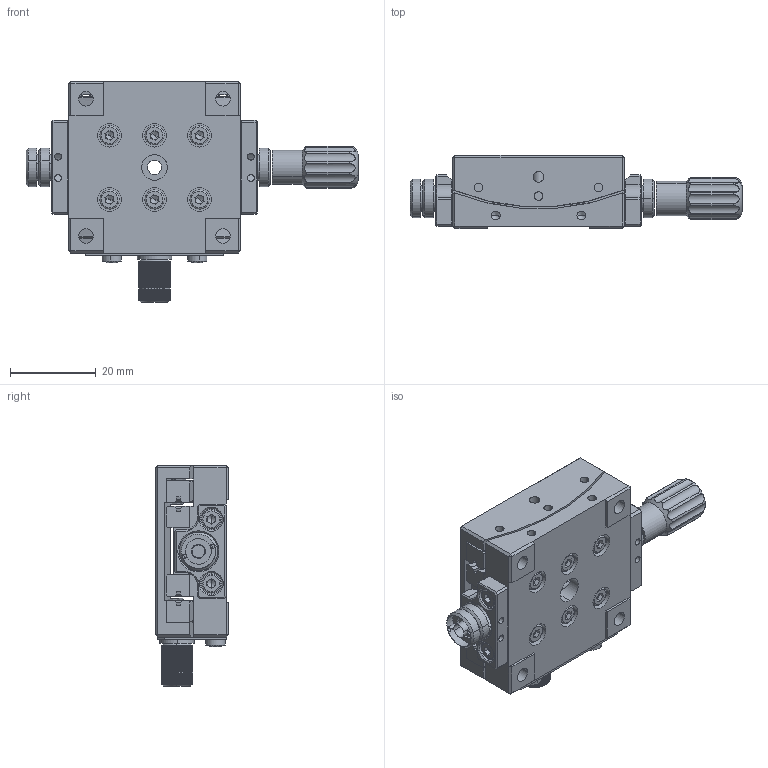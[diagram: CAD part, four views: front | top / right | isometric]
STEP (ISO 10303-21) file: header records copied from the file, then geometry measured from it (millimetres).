
FILE_DESCRIPTION (( 'STEP AP214' ), '1' );
FILE_NAME ('KSMG15-40.step', '2019-12-04T02:20:28', ( '' ), ( '' ), 'SwSTEP 2.0', 'SolidWorks 2017', '' );
FILE_SCHEMA (( 'AUTOMOTIVE_DESIGN' ));
Length unit declared in the file: millimetre
Products named in the file (1): KSMG15-40
Bounding box: 77.5 x 17 x 51.5 mm (x, y, z)
Volume: 23008.3 mm3; surface area: 22977.8 mm2
Topology: 40 solids, 40 shells, 1609 faces, 4102 edges, 2598 vertices
Faces by surface type: plane 783, cylinder 604, cone 176, torus 34, sphere 12
Entity records: 69479 total; most frequent: CARTESIAN_POINT 12865, ORIENTED_EDGE 8108, DIRECTION 7790, EDGE_CURVE 4054, AXIS2_PLACEMENT_3D 2830, VERTEX_POINT 2598, VECTOR 2130, LINE 2130
